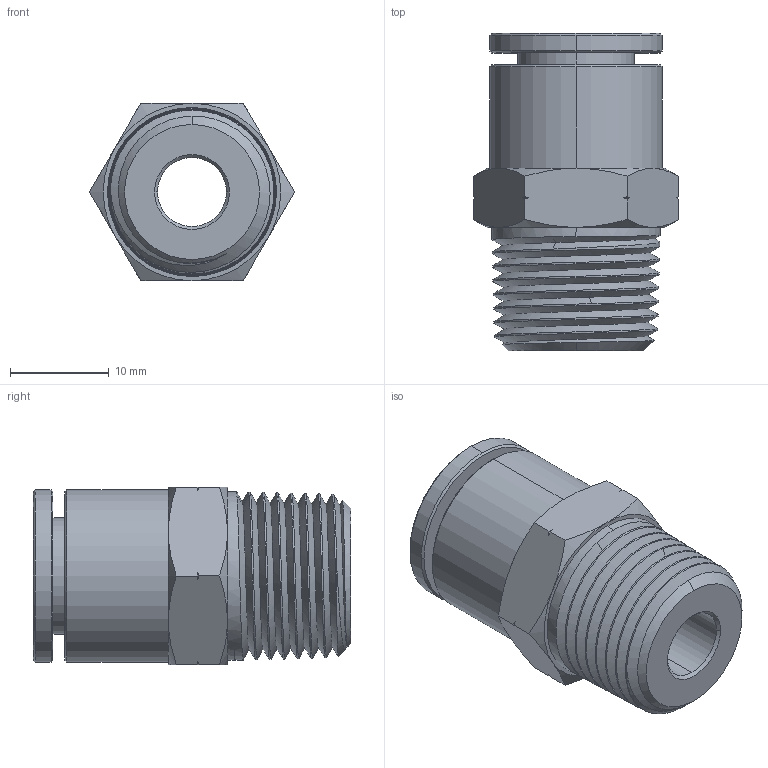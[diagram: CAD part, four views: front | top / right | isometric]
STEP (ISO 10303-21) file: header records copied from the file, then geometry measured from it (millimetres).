
FILE_DESCRIPTION (( 'STEP AP203' ), '1' );
FILE_NAME ('MCS3-8N3-8W.STEP', '2016-10-20T18:18:05', ( '' ), ( '' ), 'SwSTEP 2.0', 'SolidWorks 2016', '' );
FILE_SCHEMA (( 'CONFIG_CONTROL_DESIGN' ));
Products named in the file (1): MCS3-8N3-8W
Bounding box: 20.78 x 32.2 x 18 mm (x, y, z)
Volume: 4829.7 mm3; surface area: 6792.6 mm2
Topology: 6 solids, 6 shells, 423 faces, 1174 edges, 769 vertices
Faces by surface type: cone 164, plane 142, cylinder 62, bspline 55
Entity records: 45950 total; most frequent: CARTESIAN_POINT 35924, ORIENTED_EDGE 2348, DIRECTION 1758, EDGE_CURVE 1174, VERTEX_POINT 769, AXIS2_PLACEMENT_3D 725, B_SPLINE_CURVE_WITH_KNOTS 510, EDGE_LOOP 441
